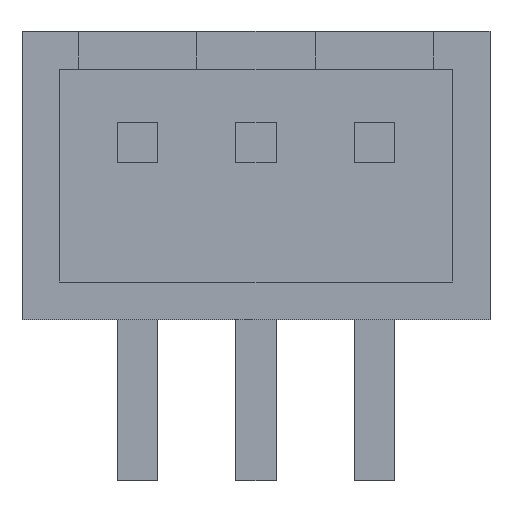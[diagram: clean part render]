
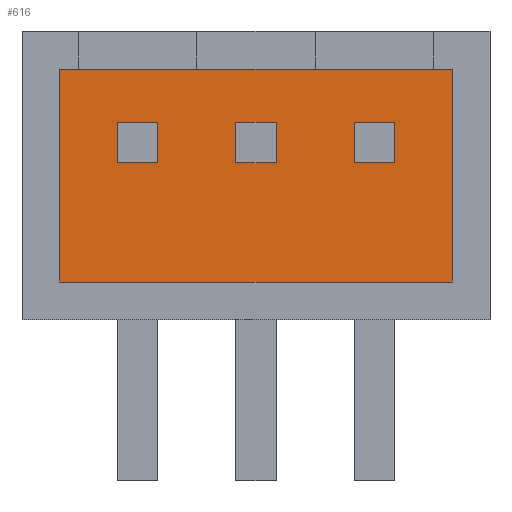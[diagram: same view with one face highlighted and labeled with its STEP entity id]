
A CAD part, front view. The second image highlights one B-rep face of the part: STEP entity #616.
In plain terms, the highlighted planar face has unit normal (0, -1, 0).
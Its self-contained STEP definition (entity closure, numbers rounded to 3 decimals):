
#172=DIRECTION('',(0.,1.,0.));
#173=DIRECTION('',(0.,0.,-1.));
#482=VERTEX_POINT('',#483);
#483=CARTESIAN_POINT('',(-4.15,-2.875,5.3));
#493=VERTEX_POINT('',#494);
#494=CARTESIAN_POINT('',(4.15,-2.875,5.3));
#498=EDGE_CURVE('',#493,#482,#499,.T.);
#499=LINE('',#500,#501);
#500=CARTESIAN_POINT('',(-4.95,-2.875,5.3));
#501=VECTOR('',#502,1.);
#502=DIRECTION('',(-1.,0.,0.));
#511=VERTEX_POINT('',#512);
#512=CARTESIAN_POINT('',(-4.15,-2.875,0.8));
#517=ORIENTED_EDGE('',*,*,#518,.F.);
#518=EDGE_CURVE('',#482,#511,#519,.T.);
#519=LINE('',#520,#521);
#520=CARTESIAN_POINT('',(-4.15,-2.875,4.575));
#521=VECTOR('',#522,1.);
#522=DIRECTION('',(0.,0.,-1.));
#530=EDGE_CURVE('',#531,#511,#533,.T.);
#531=VERTEX_POINT('',#532);
#532=CARTESIAN_POINT('',(4.15,-2.875,0.8));
#533=LINE('',#534,#501);
#534=CARTESIAN_POINT('',(-4.95,-2.875,0.8));
#547=EDGE_CURVE('',#493,#531,#548,.T.);
#548=LINE('',#549,#521);
#549=CARTESIAN_POINT('',(4.15,-2.875,4.575));
#616=ADVANCED_FACE('',(#617),#622,.F.);
#617=FACE_BOUND('',#618,.F.);
#618=EDGE_LOOP('',(#619,#620,#621,#517));
#619=ORIENTED_EDGE('',*,*,#498,.F.);
#620=ORIENTED_EDGE('',*,*,#547,.T.);
#621=ORIENTED_EDGE('',*,*,#530,.T.);
#622=PLANE('',#623);
#623=AXIS2_PLACEMENT_3D('',#624,#172,#173);
#624=CARTESIAN_POINT('',(-4.95,-2.875,6.1));
